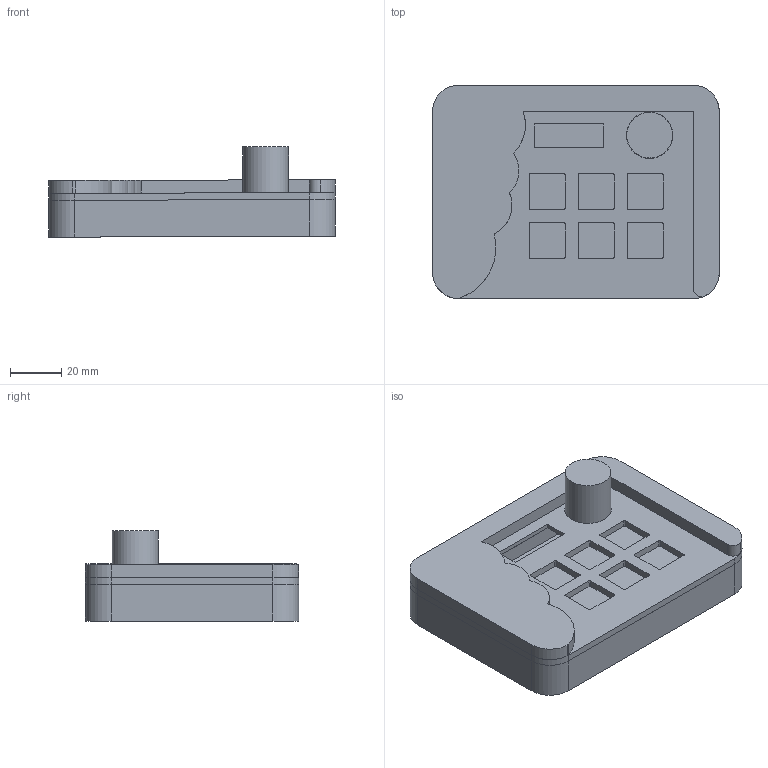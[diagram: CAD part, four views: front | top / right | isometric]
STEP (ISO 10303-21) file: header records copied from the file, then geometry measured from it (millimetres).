
FILE_DESCRIPTION(/* description */ ('KiCad electronic assembly'),/* implementation_level */ '2;1');
FILE_NAME(/* name */ 'VidPad.stp',/* time_stamp */ '2026-02-16T07:59:18-08:00',/* author */ ('bh'),/* organization */ ('Kicad'),/* preprocessor_version */ 'ST-DEVELOPER v20.1',/* originating_system */ 'Autodesk Inventor 2026',/* authorisation */ 'Unknown');
FILE_SCHEMA (('AUTOMOTIVE_DESIGN { 1 0 10303 214 3 1 1 }'));
Length unit declared in the file: millimetre
Products named in the file (5): VidPad PCB (1); Part41; Part83; Part88; Part93
Assembly tree (4 placements, depth 2):
  VidPad PCB (1)
    Part41
    Part83
    Part88
    Part93
Bounding box: 111.47 x 82.94 x 35.12 mm (x, y, z)
Volume: 115478 mm3; surface area: 57068.4 mm2
Topology: 4 solids, 4 shells, 138 faces, 356 edges, 238 vertices
Faces by surface type: plane 73, cylinder 65
Full cylindrical faces by diameter (mm): 2.7 x2, 2.9 x10, 4.7 x2, 4.9 x2, 8.3 x1, 17.8 x1, 18 x1
Entity records: 4698 total; most frequent: DIRECTION 782, CARTESIAN_POINT 741, ORIENTED_EDGE 712, EDGE_CURVE 356, AXIS2_PLACEMENT_3D 279, VERTEX_POINT 236, LINE 224, VECTOR 224
